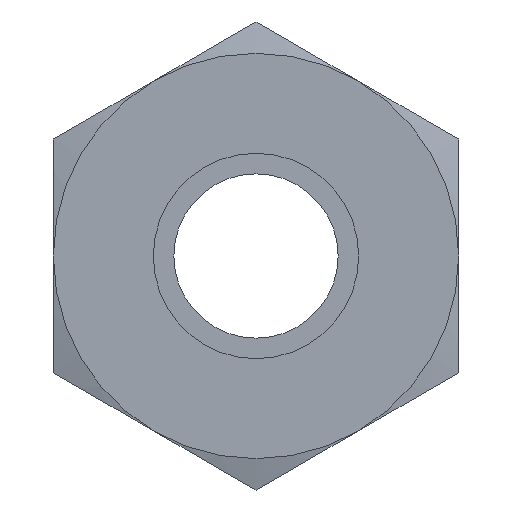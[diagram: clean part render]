
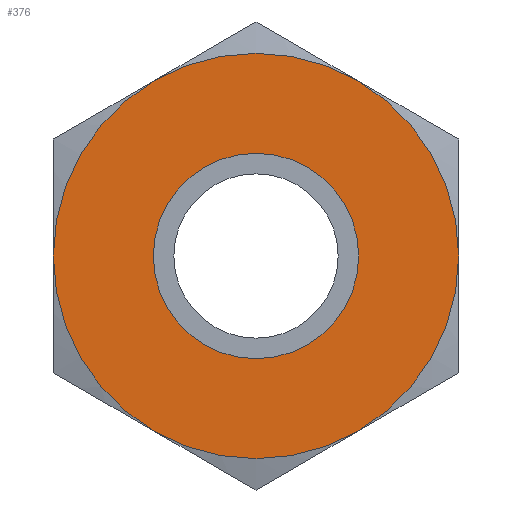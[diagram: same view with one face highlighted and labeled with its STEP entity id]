
A CAD part, front view. The second image highlights one B-rep face of the part: STEP entity #376.
In plain terms, the highlighted planar face has unit normal (0, -1, 0).
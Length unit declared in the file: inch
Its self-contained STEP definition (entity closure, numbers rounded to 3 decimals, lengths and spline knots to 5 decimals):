
#23=FACE_BOUND($,#99,.T.);
#44=PLANE($,#422);
#67=FACE_OUTER_BOUND($,#98,.T.);
#98=EDGE_LOOP($,(#309,#310,#311,#312,#313,#314));
#99=EDGE_LOOP($,(#315));
#100=CIRCLE($,#381,0.1875);
#101=CIRCLE($,#383,0.1875);
#102=CIRCLE($,#385,0.1875);
#103=CIRCLE($,#387,0.1875);
#104=CIRCLE($,#389,0.1875);
#105=CIRCLE($,#391,0.1875);
#117=CIRCLE($,#418,0.095);
#143=VERTEX_POINT($,#520);
#144=VERTEX_POINT($,#524);
#145=VERTEX_POINT($,#530);
#147=VERTEX_POINT($,#540);
#150=VERTEX_POINT($,#551);
#151=VERTEX_POINT($,#560);
#171=VERTEX_POINT($,#661);
#174=EDGE_CURVE($,#143,#144,#100,.T.);
#176=EDGE_CURVE($,#144,#145,#101,.T.);
#179=EDGE_CURVE($,#145,#147,#102,.T.);
#183=EDGE_CURVE($,#150,#143,#103,.T.);
#185=EDGE_CURVE($,#147,#151,#104,.T.);
#188=EDGE_CURVE($,#151,#150,#105,.T.);
#217=EDGE_CURVE($,#171,#171,#117,.T.);
#309=ORIENTED_EDGE($,*,*,#176,.T.);
#310=ORIENTED_EDGE($,*,*,#179,.T.);
#311=ORIENTED_EDGE($,*,*,#185,.T.);
#312=ORIENTED_EDGE($,*,*,#188,.T.);
#313=ORIENTED_EDGE($,*,*,#183,.T.);
#314=ORIENTED_EDGE($,*,*,#174,.T.);
#315=ORIENTED_EDGE($,*,*,#217,.T.);
#376=ADVANCED_FACE($,(#67,#23),#44,.F.);
#381=AXIS2_PLACEMENT_3D($,#528,#427,#428);
#383=AXIS2_PLACEMENT_3D($,#535,#431,#432);
#385=AXIS2_PLACEMENT_3D($,#545,#435,#436);
#387=AXIS2_PLACEMENT_3D($,#558,#439,#440);
#389=AXIS2_PLACEMENT_3D($,#565,#443,#444);
#391=AXIS2_PLACEMENT_3D($,#574,#447,#448);
#418=AXIS2_PLACEMENT_3D($,#662,#505,#506);
#422=AXIS2_PLACEMENT_3D($,#668,#515,#516);
#427=DIRECTION('center_axis',(0.,-1.,0.));
#428=DIRECTION('ref_axis',(0.,0.,-1.));
#431=DIRECTION('center_axis',(0.,-1.,0.));
#432=DIRECTION('ref_axis',(0.,0.,-1.));
#435=DIRECTION('center_axis',(0.,-1.,0.));
#436=DIRECTION('ref_axis',(0.,0.,-1.));
#439=DIRECTION('center_axis',(0.,-1.,0.));
#440=DIRECTION('ref_axis',(0.,0.,-1.));
#443=DIRECTION('center_axis',(0.,-1.,0.));
#444=DIRECTION('ref_axis',(0.,0.,-1.));
#447=DIRECTION('center_axis',(0.,-1.,0.));
#448=DIRECTION('ref_axis',(0.,0.,-1.));
#505=DIRECTION('center_axis',(0.,1.,0.));
#506=DIRECTION('ref_axis',(-1.,0.,0.));
#515=DIRECTION('center_axis',(0.,1.,0.));
#516=DIRECTION('ref_axis',(0.,0.,1.));
#520=CARTESIAN_POINT('',(0.09375,0.,-0.16238));
#524=CARTESIAN_POINT('',(0.1875,0.,0.));
#528=CARTESIAN_POINT('Origin',(0.,0.,0.));
#530=CARTESIAN_POINT('',(0.09375,0.,0.16238));
#535=CARTESIAN_POINT('Origin',(0.,0.,0.));
#540=CARTESIAN_POINT('',(-0.09375,0.,0.16238));
#545=CARTESIAN_POINT('Origin',(0.,0.,0.));
#551=CARTESIAN_POINT('',(-0.09375,0.,-0.16238));
#558=CARTESIAN_POINT('Origin',(0.,0.,0.));
#560=CARTESIAN_POINT('',(-0.1875,0.,0.));
#565=CARTESIAN_POINT('Origin',(0.,0.,0.));
#574=CARTESIAN_POINT('Origin',(0.,0.,0.));
#661=CARTESIAN_POINT('',(0.095,0.,0.));
#662=CARTESIAN_POINT('Origin',(0.,0.,0.));
#668=CARTESIAN_POINT('Origin',(0.,0.,0.));
